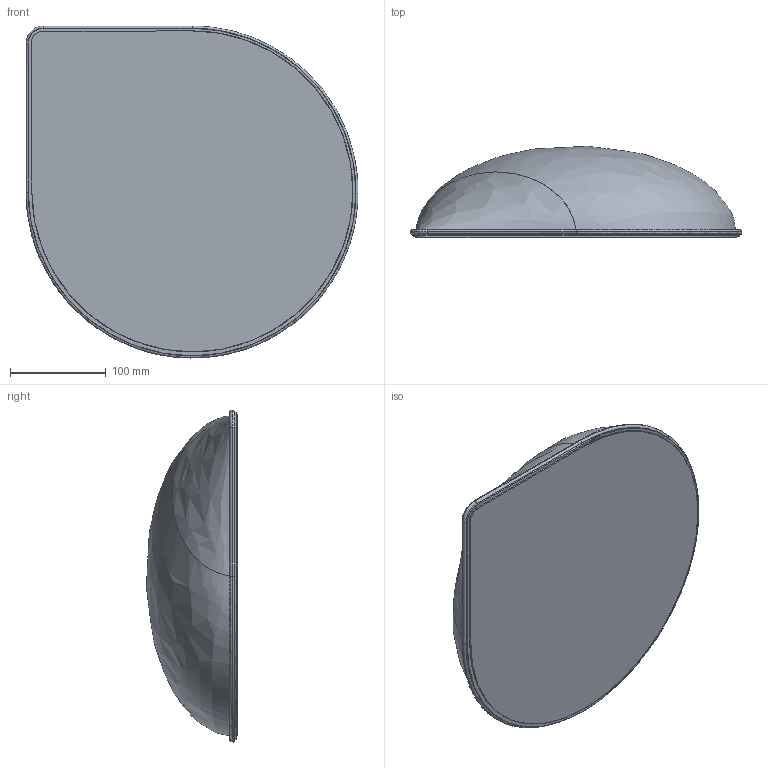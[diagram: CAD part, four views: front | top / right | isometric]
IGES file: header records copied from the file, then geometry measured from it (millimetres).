
Start section: SolidWorks IGES file using analytic representation for surfaces
Global section: file name: ODDTD - Odds & Ends Teardrop.IGS; native system: SolidWorks 2015; preprocessor: SolidWorks 2015; author: Design; date: 190716.154609; units: millimetre
Bounding box: 346.69 x 95.31 x 346.69 mm (x, y, z)
Surface area: 463729.5 mm2 (no closed solid volume)
Topology: 0 solids, 0 shells, 78 faces, 1519 edges, 1519 vertices
Faces by surface type: revolution 43, bspline 35
